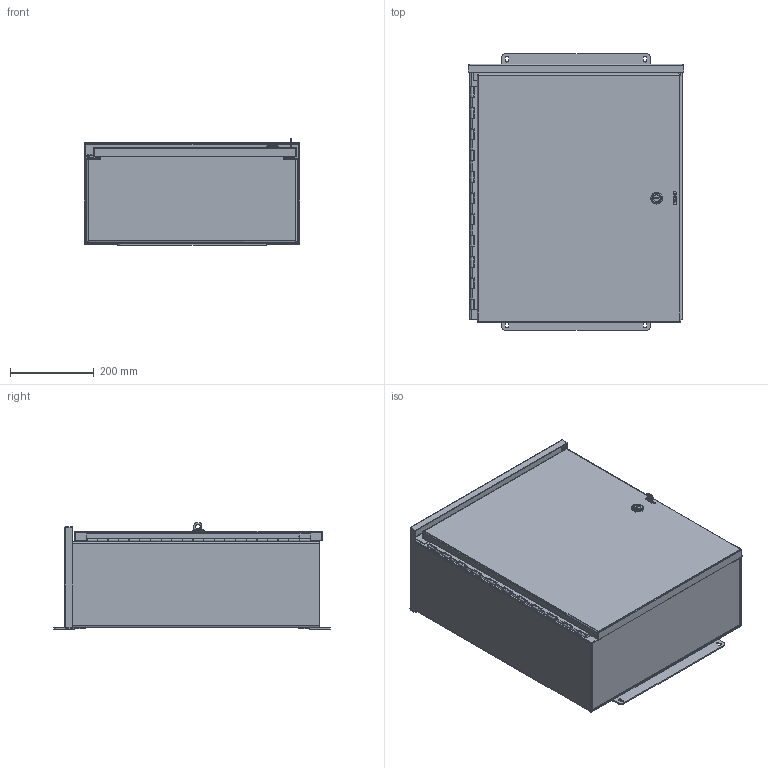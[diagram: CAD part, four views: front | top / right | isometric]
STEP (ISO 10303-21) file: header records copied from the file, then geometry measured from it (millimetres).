
FILE_DESCRIPTION(/* description */ ('RHC, BLR, MEDIUM, CS, 24X20X8'),/* implementation_level */ '2;1');
FILE_NAME(/* name */ 'RHC242008.stp',/* time_stamp */ '2017-02-20T19:45:40+05:00',/* author */ ('bjayachandran'),/* organization */ (''),/* preprocessor_version */ 'ST-DEVELOPER v16.1',/* originating_system */ 'Autodesk Inventor 2016',/* authorisation */ '');
FILE_SCHEMA (('AUTOMOTIVE_DESIGN { 1 0 10303 214 3 1 1 }'));
Length unit declared in the file: inch
Products named in the file (24): RHC242008BLR; RHC20TOP; RHC2008BTM; RHC2420LID; RHC2008CAP; 328105T; 328105L; 328105P-1; 328105; 34885; 3889; HFW384001; HFW369107; 1000-101-GPF_GPD; 1000-02; 1000-u45_asm; 1000-318; 1000-03; 1000-277-01; 1000-u142_asm; 1000-23; 1000-14_prt; HFW351146; RHC-assm
Assembly tree (27 placements, depth 4):
  RHC-assm
    RHC242008BLR
    RHC20TOP
    RHC2008BTM
    RHC2420LID
    RHC2008CAP
    328105
      328105T
      328105L
      328105P-1
    34885  x2
    3889  x4
    HFW384001
    HFW369107
    HFW351146
      1000-u45_asm
        1000-101-GPF_GPD
        1000-02
      1000-u142_asm
        1000-318
        1000-03
        1000-277-01
      1000-23
      1000-14_prt
Bounding box: 513.35 x 660.4 x 254.3 mm (x, y, z)
Volume: 2608184.1 mm3; surface area: 2733759 mm2
Topology: 23 solids, 23 shells, 980 faces, 2385 edges, 1483 vertices
Faces by surface type: plane 584, cylinder 302, bspline 53, cone 18, torus 18, sphere 5
Full cylindrical faces by diameter (mm): 2.921 x2, 3.048 x13, 3.175 x1, 4.762 x1, 5 x1, 5.029 x1, 5.105 x1, 6 x1, 8.382 x8, 9.9 x1, 10 x1, 10.2 x1, 11.05 x1, 11.112 x1, 12.8 x1, 13.5 x1, 15.2 x1, 15.8 x1, 15.875 x4, 16.1 x1, 19.8 x1, 23 x1, 27 x1, 28 x1
Entity records: 31230 total; most frequent: CARTESIAN_POINT 8090, DIRECTION 4568, ORIENTED_EDGE 4444, EDGE_CURVE 2222, AXIS2_PLACEMENT_3D 1539, LINE 1490, VECTOR 1490, VERTEX_POINT 1406
